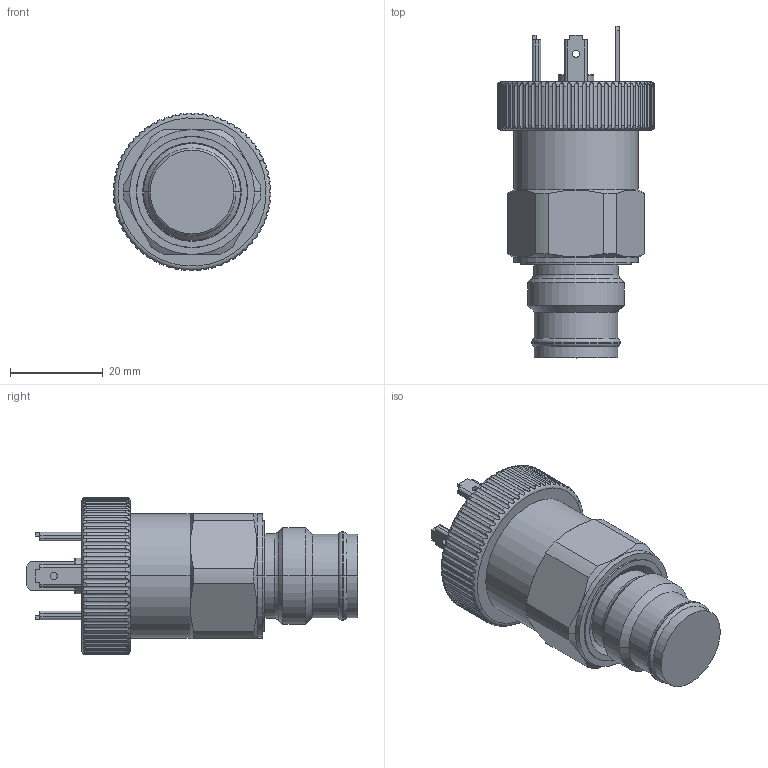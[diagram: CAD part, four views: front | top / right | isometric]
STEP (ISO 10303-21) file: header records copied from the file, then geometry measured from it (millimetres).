
FILE_DESCRIPTION (( 'STEP AP203' ), '1' );
FILE_NAME ('C36645_merge_defeature.STEP', '2023-10-04T14:43:48', ( '' ), ( '' ), 'SwSTEP 2.0', 'SolidWorks 2021', '' );
FILE_SCHEMA (( 'CONFIG_CONTROL_DESIGN' ));
Length unit declared in the file: millimetre
Products named in the file (1): C36645_merge_defeature
Bounding box: 34 x 71.55 x 34 mm (x, y, z)
Volume: 31101.7 mm3; surface area: 9740.1 mm2
Topology: 1 solids, 5 shells, 382 faces, 1024 edges, 666 vertices
Faces by surface type: cylinder 231, plane 84, torus 28, bspline 27, cone 12
Entity records: 15341 total; most frequent: CARTESIAN_POINT 5936, ORIENTED_EDGE 2048, DIRECTION 1838, EDGE_CURVE 1024, AXIS2_PLACEMENT_3D 704, VERTEX_POINT 666, LINE 430, VECTOR 430
